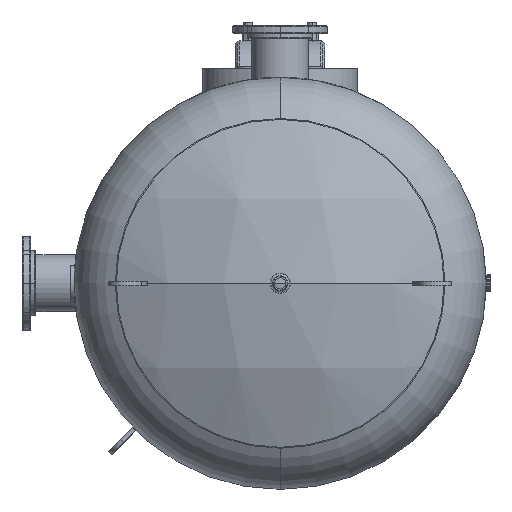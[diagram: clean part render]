
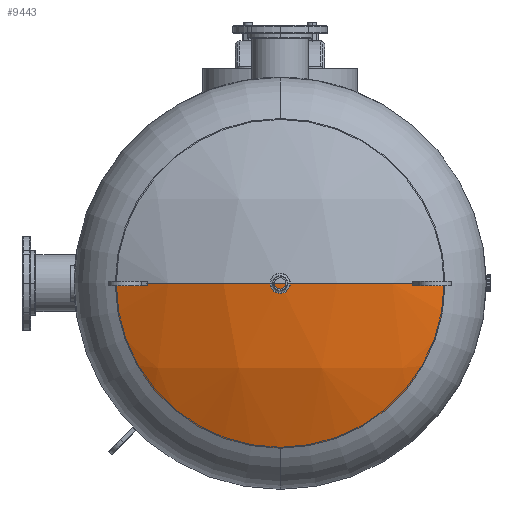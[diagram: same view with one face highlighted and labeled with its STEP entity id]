
A CAD part, left-side view. The second image highlights one B-rep face of the part: STEP entity #9443.
In plain terms, the highlighted spherical face has radius 1097.28 mm.
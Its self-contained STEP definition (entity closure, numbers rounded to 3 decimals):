
#381 = CIRCLE ( 'NONE', #17208, 1097.28 ) ;
#1002 = VERTEX_POINT ( 'NONE', #39836 ) ;
#1119 = AXIS2_PLACEMENT_3D ( 'NONE', #20469, #28528, #27873 ) ;
#6549 = ORIENTED_EDGE ( 'NONE', *, *, #28319, .F. ) ;
#6724 = AXIS2_PLACEMENT_3D ( 'NONE', #26344, #12745, #38867 ) ;
#7396 = CIRCLE ( 'NONE', #1119, 1097.28 ) ;
#9443 = ADVANCED_FACE ( 'NONE', ( #14716 ), #28987, .T. ) ;
#9625 = VERTEX_POINT ( 'NONE', #13812 ) ;
#11838 = ORIENTED_EDGE ( 'NONE', *, *, #17007, .F. ) ;
#12243 = CARTESIAN_POINT ( 'NONE',  ( -731.52, 0., 0. ) ) ;
#12745 = DIRECTION ( 'NONE',  ( 0., 0., -1. ) ) ;
#13812 = CARTESIAN_POINT ( 'NONE',  ( -1714.47, 487.68, 0. ) ) ;
#13853 = AXIS2_PLACEMENT_3D ( 'NONE', #41960, #15173, #22426 ) ;
#14226 = VERTEX_POINT ( 'NONE', #27531 ) ;
#14716 = FACE_OUTER_BOUND ( 'NONE', #16117, .T. ) ;
#14890 = EDGE_CURVE ( 'NONE', #16972, #9625, #381, .T. ) ;
#15173 = DIRECTION ( 'NONE',  ( 1., 0., 0. ) ) ;
#16117 = EDGE_LOOP ( 'NONE', ( #11838, #40250, #29617, #6549 ) ) ;
#16972 = VERTEX_POINT ( 'NONE', #26426 ) ;
#17007 = EDGE_CURVE ( 'NONE', #16972, #14226, #7396, .T. ) ;
#17208 = AXIS2_PLACEMENT_3D ( 'NONE', #12243, #26274, #39668 ) ;
#17338 = CIRCLE ( 'NONE', #13853, 487.68 ) ;
#19675 = EDGE_CURVE ( 'NONE', #1002, #9625, #35017, .T. ) ;
#20469 = CARTESIAN_POINT ( 'NONE',  ( -731.52, 0., 0. ) ) ;
#21742 = AXIS2_PLACEMENT_3D ( 'NONE', #29168, #42582, #35293 ) ;
#22426 = DIRECTION ( 'NONE',  ( 0., 0., 1. ) ) ;
#26274 = DIRECTION ( 'NONE',  ( 0., 0., -1. ) ) ;
#26344 = CARTESIAN_POINT ( 'NONE',  ( -731.52, 0., 0. ) ) ;
#26426 = CARTESIAN_POINT ( 'NONE',  ( -1828.8, 0., 0. ) ) ;
#27531 = CARTESIAN_POINT ( 'NONE',  ( -1714.47, -487.68, 0. ) ) ;
#27873 = DIRECTION ( 'NONE',  ( 0., -1., 0. ) ) ;
#28319 = EDGE_CURVE ( 'NONE', #14226, #1002, #17338, .T. ) ;
#28528 = DIRECTION ( 'NONE',  ( 0., 0., 1. ) ) ;
#28987 = SPHERICAL_SURFACE ( 'NONE', #6724, 1097.28 ) ;
#29168 = CARTESIAN_POINT ( 'NONE',  ( -1714.47, 0., 0. ) ) ;
#29617 = ORIENTED_EDGE ( 'NONE', *, *, #19675, .F. ) ;
#35017 = CIRCLE ( 'NONE', #21742, 487.68 ) ;
#35293 = DIRECTION ( 'NONE',  ( 0., 0., 1. ) ) ;
#38867 = DIRECTION ( 'NONE',  ( 0., -1., 0. ) ) ;
#39668 = DIRECTION ( 'NONE',  ( 0., 1., 0. ) ) ;
#39836 = CARTESIAN_POINT ( 'NONE',  ( -1714.47, 0., -487.68 ) ) ;
#40250 = ORIENTED_EDGE ( 'NONE', *, *, #14890, .T. ) ;
#41960 = CARTESIAN_POINT ( 'NONE',  ( -1714.47, 0., 0. ) ) ;
#42582 = DIRECTION ( 'NONE',  ( 1., 0., 0. ) ) ;
